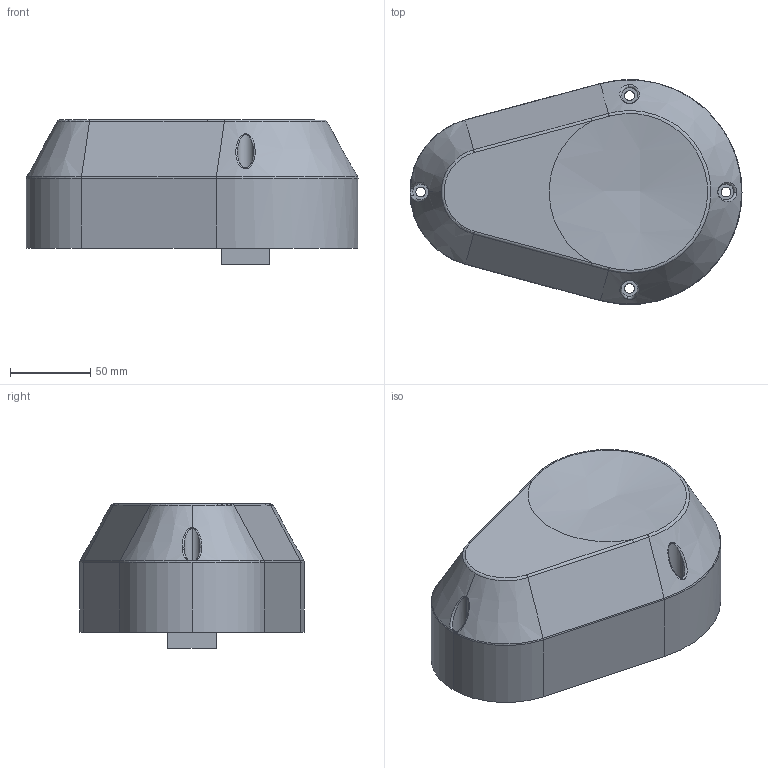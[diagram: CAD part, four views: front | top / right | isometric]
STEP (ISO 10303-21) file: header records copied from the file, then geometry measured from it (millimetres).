
FILE_DESCRIPTION (( 'STEP AP203' ), '1' );
FILE_NAME ('Servo Cap 1_Default_sldprt.STEP', '2024-10-03T12:10:14', ( '' ), ( '' ), 'SwSTEP 2.0', 'SolidWorks 2023', '' );
FILE_SCHEMA (( 'CONFIG_CONTROL_DESIGN' ));
Length unit declared in the file: millimetre
Products named in the file (1): Servo Cap 1_Default_sldprt
Bounding box: 206.6 x 139.65 x 90 mm (x, y, z)
Volume: 1557980.5 mm3; surface area: 84736.6 mm2
Topology: 1 solids, 1 shells, 57 faces, 139 edges, 88 vertices
Faces by surface type: cylinder 23, plane 15, bspline 12, torus 4, cone 3
Entity records: 4108 total; most frequent: CARTESIAN_POINT 2740, ORIENTED_EDGE 278, DIRECTION 252, EDGE_CURVE 139, AXIS2_PLACEMENT_3D 102, VERTEX_POINT 88, EDGE_LOOP 69, ADVANCED_FACE 57
